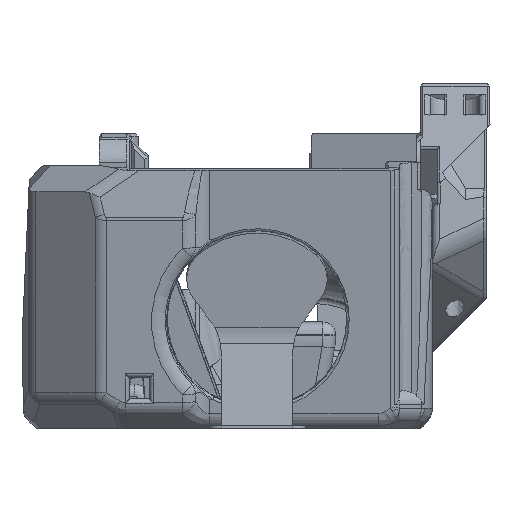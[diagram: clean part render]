
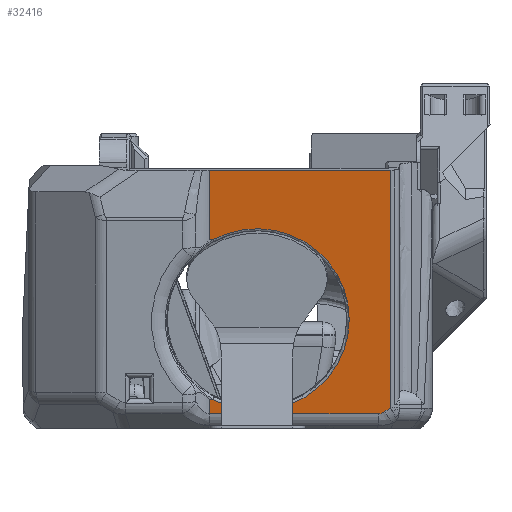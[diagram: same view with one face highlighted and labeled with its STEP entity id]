
A CAD part, left-side view. The second image highlights one B-rep face of the part: STEP entity #32416.
In plain terms, the highlighted planar face has unit normal (-0.985, 0, -0.174).
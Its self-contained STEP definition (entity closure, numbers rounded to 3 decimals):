
#571=B_SPLINE_CURVE_WITH_KNOTS('',3,(#50413,#50414,#50415,#50416),
 .UNSPECIFIED.,.F.,.F.,(4,4),(0.,0.382),.UNSPECIFIED.);
#580=B_SPLINE_CURVE_WITH_KNOTS('',3,(#50676,#50677,#50678,#50679),
 .UNSPECIFIED.,.F.,.F.,(4,4),(0.618,1.),.UNSPECIFIED.);
#1697=ELLIPSE('',#34857,3.203,2.);
#2121=CIRCLE('',#34391,14.4);
#5504=ORIENTED_EDGE('',*,*,#14406,.F.);
#5505=ORIENTED_EDGE('',*,*,#13649,.T.);
#5506=ORIENTED_EDGE('',*,*,#14523,.T.);
#5507=ORIENTED_EDGE('',*,*,#14524,.F.);
#5508=ORIENTED_EDGE('',*,*,#14525,.T.);
#5509=ORIENTED_EDGE('',*,*,#14526,.T.);
#5510=ORIENTED_EDGE('',*,*,#14527,.F.);
#5511=ORIENTED_EDGE('',*,*,#14528,.T.);
#5512=ORIENTED_EDGE('',*,*,#14211,.F.);
#5513=ORIENTED_EDGE('',*,*,#14221,.F.);
#13649=EDGE_CURVE('',#18466,#18465,#2121,.T.);
#14211=EDGE_CURVE('',#18837,#18838,#21841,.T.);
#14221=EDGE_CURVE('',#18844,#18837,#21845,.T.);
#14406=EDGE_CURVE('',#18466,#18844,#571,.F.);
#14523=EDGE_CURVE('',#18465,#19078,#580,.T.);
#14524=EDGE_CURVE('',#19079,#19078,#22038,.T.);
#14525=EDGE_CURVE('',#19079,#19080,#22039,.T.);
#14526=EDGE_CURVE('',#19080,#19081,#1697,.T.);
#14527=EDGE_CURVE('',#19082,#19081,#22040,.T.);
#14528=EDGE_CURVE('',#19082,#18838,#22041,.T.);
#18465=VERTEX_POINT('',#47495);
#18466=VERTEX_POINT('',#47497);
#18837=VERTEX_POINT('',#49905);
#18838=VERTEX_POINT('',#49907);
#18844=VERTEX_POINT('',#49937);
#19078=VERTEX_POINT('',#50680);
#19079=VERTEX_POINT('',#50682);
#19080=VERTEX_POINT('',#50684);
#19081=VERTEX_POINT('',#50686);
#19082=VERTEX_POINT('',#50688);
#21841=LINE('',#49906,#24762);
#21845=LINE('',#49938,#24766);
#22038=LINE('',#50681,#24959);
#22039=LINE('',#50683,#24960);
#22040=LINE('',#50687,#24961);
#22041=LINE('',#50689,#24962);
#24762=VECTOR('',#39059,1000.);
#24766=VECTOR('',#39075,1000.);
#24959=VECTOR('',#39540,1000.);
#24960=VECTOR('',#39541,1000.);
#24961=VECTOR('',#39544,1000.);
#24962=VECTOR('',#39545,1000.);
#27381=EDGE_LOOP('',(#5504,#5505,#5506,#5507,#5508,#5509,#5510,#5511,#5512,
#5513));
#29400=FACE_BOUND('',#27381,.T.);
#31188=PLANE('',#34856);
#32416=ADVANCED_FACE('',(#29400),#31188,.F.);
#34391=AXIS2_PLACEMENT_3D('',#47496,#38169,#38170);
#34856=AXIS2_PLACEMENT_3D('',#50675,#39538,#39539);
#34857=AXIS2_PLACEMENT_3D('',#50685,#39542,#39543);
#38169=DIRECTION('',(0.985,0.,0.174));
#38170=DIRECTION('',(0.174,0.,-0.985));
#39059=DIRECTION('',(0.,-1.,0.));
#39075=DIRECTION('',(-0.174,0.,0.985));
#39538=DIRECTION('',(0.985,0.,0.174));
#39539=DIRECTION('',(-0.174,0.,0.985));
#39540=DIRECTION('',(-0.174,0.,0.985));
#39541=DIRECTION('',(0.,-1.,0.));
#39542=DIRECTION('',(-0.985,0.,-0.174));
#39543=DIRECTION('',(-0.165,-0.304,0.938));
#39544=DIRECTION('',(0.097,0.829,-0.551));
#39545=DIRECTION('',(-0.174,0.,0.985));
#47495=CARTESIAN_POINT('',(-28.264,11.767,4.533));
#47496=CARTESIAN_POINT('',(-30.458,4.853,16.973));
#47497=CARTESIAN_POINT('',(-32.651,11.767,29.413));
#49905=CARTESIAN_POINT('',(-34.572,12.27,40.304));
#49906=CARTESIAN_POINT('',(-34.572,24.853,40.304));
#49907=CARTESIAN_POINT('',(-34.572,-16.002,40.304));
#49937=CARTESIAN_POINT('',(-32.66,12.27,29.463));
#49938=CARTESIAN_POINT('',(-31.185,12.27,21.099));
#50413=CARTESIAN_POINT('',(-32.66,12.27,29.463));
#50414=CARTESIAN_POINT('',(-32.657,12.102,29.442));
#50415=CARTESIAN_POINT('',(-32.654,11.935,29.425));
#50416=CARTESIAN_POINT('',(-32.651,11.767,29.413));
#50675=CARTESIAN_POINT('',(-31.185,24.853,21.099));
#50676=CARTESIAN_POINT('',(-28.264,11.767,4.533));
#50677=CARTESIAN_POINT('',(-28.262,11.935,4.52));
#50678=CARTESIAN_POINT('',(-28.259,12.102,4.503));
#50679=CARTESIAN_POINT('',(-28.255,12.27,4.482));
#50680=CARTESIAN_POINT('',(-28.255,12.27,4.482));
#50681=CARTESIAN_POINT('',(-31.185,12.27,21.099));
#50682=CARTESIAN_POINT('',(-27.864,12.27,2.262));
#50683=CARTESIAN_POINT('',(-27.864,-14.655,2.262));
#50684=CARTESIAN_POINT('',(-27.864,-14.07,2.262));
#50685=CARTESIAN_POINT('',(-28.404,-14.652,5.326));
#50686=CARTESIAN_POINT('',(-27.923,-15.07,2.597));
#50687=CARTESIAN_POINT('',(-27.821,-14.199,2.018));
#50688=CARTESIAN_POINT('',(-28.032,-16.002,3.216));
#50689=CARTESIAN_POINT('',(-7.663,-16.002,-112.301));
